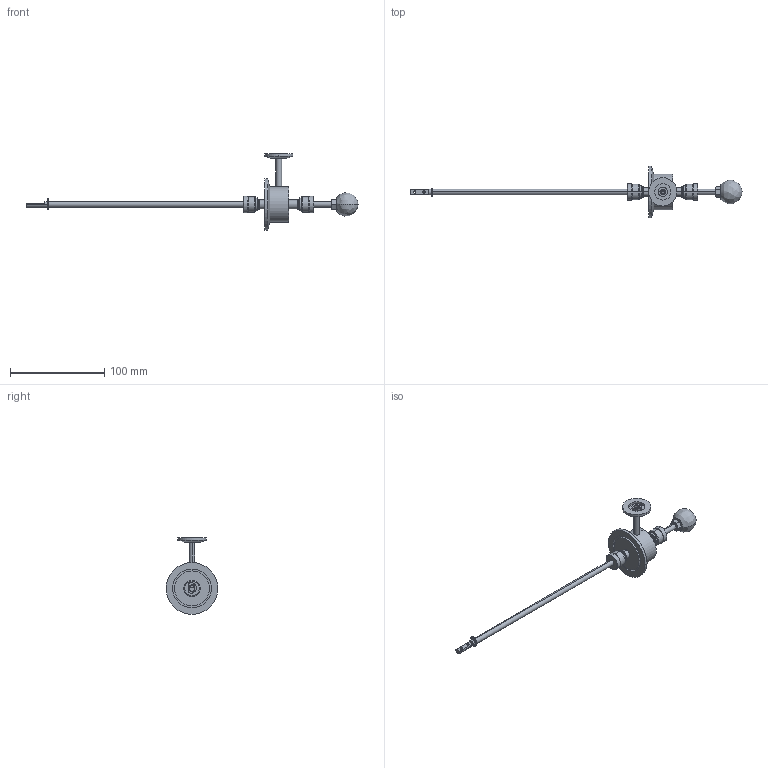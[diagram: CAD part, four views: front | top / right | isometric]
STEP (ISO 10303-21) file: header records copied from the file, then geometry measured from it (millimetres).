
FILE_DESCRIPTION (( 'STEP AP214' ), '1' );
FILE_NAME ('613-RLD200-K40.STEP', '2014-08-15T09:32:53', ( 'allectra' ), ( 'Microsoft' ), 'SwSTEP 2.0', 'SolidWorks 2014', '' );
FILE_SCHEMA (( 'AUTOMOTIVE_DESIGN' ));
Length unit declared in the file: millimetre
Products named in the file (1): 613-RLD200-K40
Bounding box: 352.24 x 55 x 81.42 mm (x, y, z)
Volume: 58831 mm3; surface area: 26357 mm2
Topology: 9 solids, 9 shells, 179 faces, 403 edges, 253 vertices
Faces by surface type: cylinder 83, cone 54, plane 40, bspline 2
Entity records: 7388 total; most frequent: CARTESIAN_POINT 1146, DIRECTION 953, ORIENTED_EDGE 802, AXIS2_PLACEMENT_3D 408, EDGE_CURVE 401, VERTEX_POINT 253, CIRCLE 230, EDGE_LOOP 210
